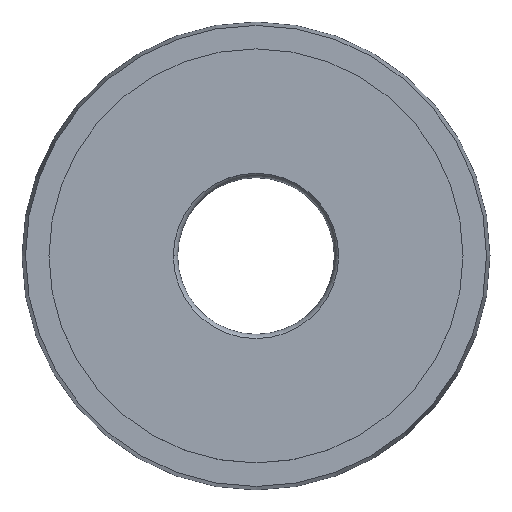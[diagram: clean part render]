
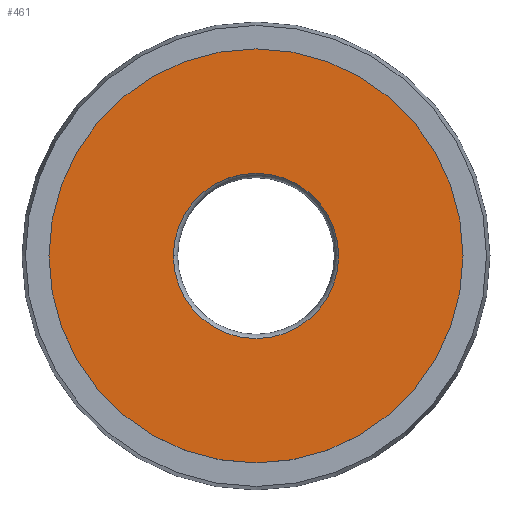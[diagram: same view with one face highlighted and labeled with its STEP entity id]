
A CAD part, top view. The second image highlights one B-rep face of the part: STEP entity #461.
In plain terms, the highlighted planar face has unit normal (0, 0, 1).
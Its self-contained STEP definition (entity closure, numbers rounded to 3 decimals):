
#20 = CARTESIAN_POINT ( 'NONE',  ( 0., 0., 0. ) ) ;
#88 = DIRECTION ( 'NONE',  ( 0., 0., 1. ) ) ;
#89 = CARTESIAN_POINT ( 'NONE',  ( 0., 0., 0. ) ) ;
#100 = VERTEX_POINT ( 'NONE', #166 ) ;
#103 = EDGE_CURVE ( 'NONE', #100, #174, #622, .T. ) ;
#114 = CIRCLE ( 'NONE', #351, 4.75 ) ;
#116 = ORIENTED_EDGE ( 'NONE', *, *, #385, .T. ) ;
#118 = ORIENTED_EDGE ( 'NONE', *, *, #595, .F. ) ;
#138 = CARTESIAN_POINT ( 'NONE',  ( -11.9, 0., 0. ) ) ;
#166 = CARTESIAN_POINT ( 'NONE',  ( 4.75, 0., 0. ) ) ;
#174 = VERTEX_POINT ( 'NONE', #319 ) ;
#196 = AXIS2_PLACEMENT_3D ( 'NONE', #330, #605, #355 ) ;
#214 = EDGE_LOOP ( 'NONE', ( #116, #220 ) ) ;
#220 = ORIENTED_EDGE ( 'NONE', *, *, #630, .T. ) ;
#232 = FACE_OUTER_BOUND ( 'NONE', #214, .T. ) ;
#236 = DIRECTION ( 'NONE',  ( 1., 0., 0. ) ) ;
#254 = EDGE_LOOP ( 'NONE', ( #463, #118 ) ) ;
#272 = CIRCLE ( 'NONE', #533, 11.9 ) ;
#305 = DIRECTION ( 'NONE',  ( -1., 0., 0. ) ) ;
#307 = CARTESIAN_POINT ( 'NONE',  ( 0., 0., 0. ) ) ;
#318 = VERTEX_POINT ( 'NONE', #138 ) ;
#319 = CARTESIAN_POINT ( 'NONE',  ( -4.75, 0., 0. ) ) ;
#330 = CARTESIAN_POINT ( 'NONE',  ( 0., 0., 0. ) ) ;
#351 = AXIS2_PLACEMENT_3D ( 'NONE', #20, #369, #415 ) ;
#355 = DIRECTION ( 'NONE',  ( 1., 0., 0. ) ) ;
#368 = PLANE ( 'NONE',  #479 ) ;
#369 = DIRECTION ( 'NONE',  ( 0., 0., 1. ) ) ;
#385 = EDGE_CURVE ( 'NONE', #426, #318, #511, .T. ) ;
#415 = DIRECTION ( 'NONE',  ( 1., 0., 0. ) ) ;
#426 = VERTEX_POINT ( 'NONE', #444 ) ;
#433 = DIRECTION ( 'NONE',  ( 0., 0., 1. ) ) ;
#444 = CARTESIAN_POINT ( 'NONE',  ( 11.9, 0., 0. ) ) ;
#456 = DIRECTION ( 'NONE',  ( 0., 0., -1. ) ) ;
#461 = ADVANCED_FACE ( 'NONE', ( #563, #232 ), #368, .F. ) ;
#463 = ORIENTED_EDGE ( 'NONE', *, *, #103, .F. ) ;
#479 = AXIS2_PLACEMENT_3D ( 'NONE', #307, #456, #305 ) ;
#480 = DIRECTION ( 'NONE',  ( 1., 0., 0. ) ) ;
#511 = CIRCLE ( 'NONE', #618, 11.9 ) ;
#533 = AXIS2_PLACEMENT_3D ( 'NONE', #644, #433, #480 ) ;
#563 = FACE_BOUND ( 'NONE', #254, .T. ) ;
#595 = EDGE_CURVE ( 'NONE', #174, #100, #114, .T. ) ;
#605 = DIRECTION ( 'NONE',  ( 0., 0., 1. ) ) ;
#618 = AXIS2_PLACEMENT_3D ( 'NONE', #89, #88, #236 ) ;
#622 = CIRCLE ( 'NONE', #196, 4.75 ) ;
#630 = EDGE_CURVE ( 'NONE', #318, #426, #272, .T. ) ;
#644 = CARTESIAN_POINT ( 'NONE',  ( 0., 0., 0. ) ) ;
